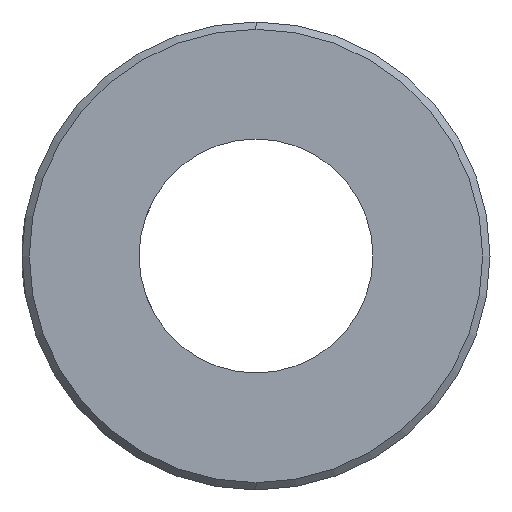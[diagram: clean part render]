
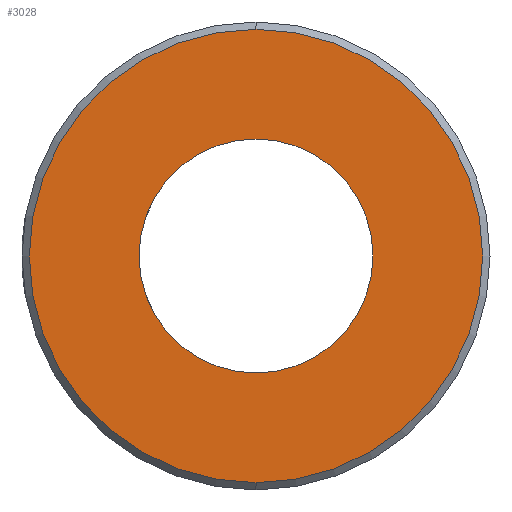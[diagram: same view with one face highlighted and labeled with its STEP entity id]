
A CAD part, left-side view. The second image highlights one B-rep face of the part: STEP entity #3028.
In plain terms, the highlighted planar face has unit normal (-1, 0, 0).
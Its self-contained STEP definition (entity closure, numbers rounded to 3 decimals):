
#14 = ORIENTED_EDGE ( 'NONE', *, *, #3619, .F. ) ;
#382 = CARTESIAN_POINT ( 'NONE',  ( -14.39, 0., 0. ) ) ;
#446 = DIRECTION ( 'NONE',  ( -1., 0., 0. ) ) ;
#473 = CARTESIAN_POINT ( 'NONE',  ( -14.39, 8., 0. ) ) ;
#504 = EDGE_CURVE ( 'NONE', #3707, #744, #3562, .T. ) ;
#516 = DIRECTION ( 'NONE',  ( 1., 0., 0. ) ) ;
#647 = DIRECTION ( 'NONE',  ( -1., 0., 0. ) ) ;
#744 = VERTEX_POINT ( 'NONE', #1450 ) ;
#1276 = ORIENTED_EDGE ( 'NONE', *, *, #1897, .F. ) ;
#1379 = EDGE_LOOP ( 'NONE', ( #2476, #3668 ) ) ;
#1385 = CARTESIAN_POINT ( 'NONE',  ( -14.39, 0., 0. ) ) ;
#1420 = FACE_BOUND ( 'NONE', #2548, .T. ) ;
#1450 = CARTESIAN_POINT ( 'NONE',  ( -14.39, 0., -15.5 ) ) ;
#1621 = CIRCLE ( 'NONE', #2127, 8. ) ;
#1624 = DIRECTION ( 'NONE',  ( -1., 0., 0. ) ) ;
#1794 = AXIS2_PLACEMENT_3D ( 'NONE', #3236, #446, #2334 ) ;
#1887 = AXIS2_PLACEMENT_3D ( 'NONE', #2219, #1624, #3788 ) ;
#1897 = EDGE_CURVE ( 'NONE', #2796, #1994, #1981, .T. ) ;
#1981 = CIRCLE ( 'NONE', #1794, 8. ) ;
#1994 = VERTEX_POINT ( 'NONE', #3951 ) ;
#2079 = CARTESIAN_POINT ( 'NONE',  ( -14.39, 0., 15.5 ) ) ;
#2091 = EDGE_CURVE ( 'NONE', #744, #3707, #3333, .T. ) ;
#2101 = DIRECTION ( 'NONE',  ( -1., 0., 0. ) ) ;
#2127 = AXIS2_PLACEMENT_3D ( 'NONE', #1385, #2101, #3287 ) ;
#2219 = CARTESIAN_POINT ( 'NONE',  ( -14.39, 0., 0. ) ) ;
#2252 = AXIS2_PLACEMENT_3D ( 'NONE', #473, #516, #2958 ) ;
#2334 = DIRECTION ( 'NONE',  ( 0., 0., 1. ) ) ;
#2476 = ORIENTED_EDGE ( 'NONE', *, *, #2091, .T. ) ;
#2548 = EDGE_LOOP ( 'NONE', ( #14, #1276 ) ) ;
#2558 = AXIS2_PLACEMENT_3D ( 'NONE', #382, #647, #2828 ) ;
#2640 = PLANE ( 'NONE',  #2252 ) ;
#2684 = CARTESIAN_POINT ( 'NONE',  ( -14.39, 0., -8. ) ) ;
#2796 = VERTEX_POINT ( 'NONE', #2684 ) ;
#2828 = DIRECTION ( 'NONE',  ( 0., 0., -1. ) ) ;
#2897 = FACE_OUTER_BOUND ( 'NONE', #1379, .T. ) ;
#2958 = DIRECTION ( 'NONE',  ( 0., 0., -1. ) ) ;
#3028 = ADVANCED_FACE ( 'NONE', ( #2897, #1420 ), #2640, .F. ) ;
#3236 = CARTESIAN_POINT ( 'NONE',  ( -14.39, 0., 0. ) ) ;
#3287 = DIRECTION ( 'NONE',  ( 0., 0., 1. ) ) ;
#3333 = CIRCLE ( 'NONE', #2558, 15.5 ) ;
#3562 = CIRCLE ( 'NONE', #1887, 15.5 ) ;
#3619 = EDGE_CURVE ( 'NONE', #1994, #2796, #1621, .T. ) ;
#3668 = ORIENTED_EDGE ( 'NONE', *, *, #504, .T. ) ;
#3707 = VERTEX_POINT ( 'NONE', #2079 ) ;
#3788 = DIRECTION ( 'NONE',  ( 0., 0., -1. ) ) ;
#3951 = CARTESIAN_POINT ( 'NONE',  ( -14.39, 0., 8. ) ) ;
